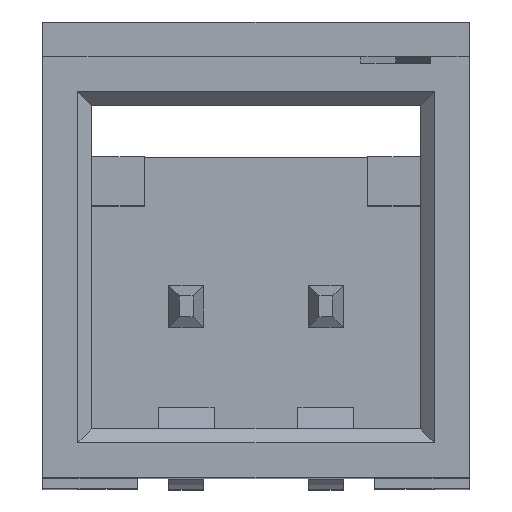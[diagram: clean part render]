
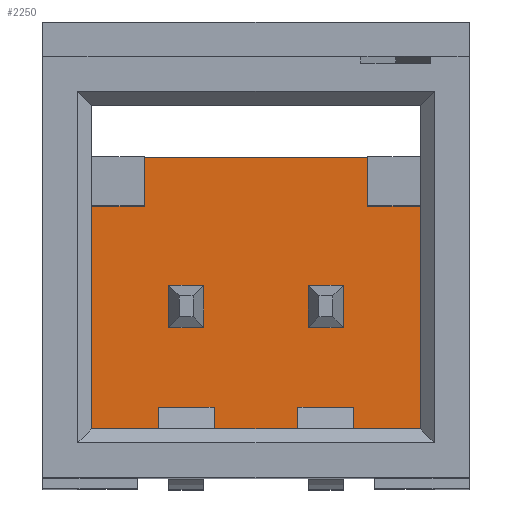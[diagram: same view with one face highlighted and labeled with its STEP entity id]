
A CAD part, top view. The second image highlights one B-rep face of the part: STEP entity #2250.
In plain terms, the highlighted planar face has unit normal (0, 0, 1).
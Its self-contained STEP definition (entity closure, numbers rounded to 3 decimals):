
#351=DIRECTION('',(1.,0.,0.));
#352=VECTOR('',#351,3.2);
#353=CARTESIAN_POINT('',(-1.6,2.235,-7.95));
#354=LINE('',#353,#352);
#501=DIRECTION('',(0.,1.,0.));
#502=VECTOR('',#501,0.6);
#503=CARTESIAN_POINT('',(0.75,-0.205,-7.95));
#504=LINE('',#503,#502);
#505=DIRECTION('',(1.,0.,0.));
#506=VECTOR('',#505,0.5);
#507=CARTESIAN_POINT('',(0.75,-0.205,-7.95));
#508=LINE('',#507,#506);
#509=DIRECTION('',(0.,1.,0.));
#510=VECTOR('',#509,0.6);
#511=CARTESIAN_POINT('',(1.25,-0.205,-7.95));
#512=LINE('',#511,#510);
#513=DIRECTION('',(1.,0.,0.));
#514=VECTOR('',#513,0.5);
#515=CARTESIAN_POINT('',(0.75,0.395,-7.95));
#516=LINE('',#515,#514);
#517=DIRECTION('',(0.,1.,0.));
#518=VECTOR('',#517,0.32);
#519=CARTESIAN_POINT('',(-1.4,-1.665,-7.95));
#520=LINE('',#519,#518);
#521=DIRECTION('',(1.,0.,0.));
#522=VECTOR('',#521,0.95);
#523=CARTESIAN_POINT('',(-2.35,-1.665,-7.95));
#524=LINE('',#523,#522);
#525=DIRECTION('',(0.,-1.,0.));
#526=VECTOR('',#525,3.2);
#527=CARTESIAN_POINT('',(-2.35,1.535,-7.95));
#528=LINE('',#527,#526);
#529=DIRECTION('',(-1.,0.,0.));
#530=VECTOR('',#529,0.75);
#531=CARTESIAN_POINT('',(-1.6,1.535,-7.95));
#532=LINE('',#531,#530);
#533=DIRECTION('',(0.,1.,0.));
#534=VECTOR('',#533,0.7);
#535=CARTESIAN_POINT('',(-1.6,1.535,-7.95));
#536=LINE('',#535,#534);
#537=DIRECTION('',(-1.,0.,0.));
#538=VECTOR('',#537,0.75);
#539=CARTESIAN_POINT('',(2.35,1.535,-7.95));
#540=LINE('',#539,#538);
#541=DIRECTION('',(0.,1.,0.));
#542=VECTOR('',#541,3.2);
#543=CARTESIAN_POINT('',(2.35,-1.665,-7.95));
#544=LINE('',#543,#542);
#545=DIRECTION('',(1.,0.,0.));
#546=VECTOR('',#545,0.95);
#547=CARTESIAN_POINT('',(1.4,-1.665,-7.95));
#548=LINE('',#547,#546);
#549=DIRECTION('',(0.,1.,0.));
#550=VECTOR('',#549,0.32);
#551=CARTESIAN_POINT('',(1.4,-1.665,-7.95));
#552=LINE('',#551,#550);
#553=DIRECTION('',(1.,0.,0.));
#554=VECTOR('',#553,0.8);
#555=CARTESIAN_POINT('',(0.6,-1.345,-7.95));
#556=LINE('',#555,#554);
#557=DIRECTION('',(0.,1.,0.));
#558=VECTOR('',#557,0.32);
#559=CARTESIAN_POINT('',(0.6,-1.665,-7.95));
#560=LINE('',#559,#558);
#561=DIRECTION('',(1.,0.,0.));
#562=VECTOR('',#561,1.2);
#563=CARTESIAN_POINT('',(-0.6,-1.665,-7.95));
#564=LINE('',#563,#562);
#565=DIRECTION('',(0.,1.,0.));
#566=VECTOR('',#565,0.32);
#567=CARTESIAN_POINT('',(-0.6,-1.665,-7.95));
#568=LINE('',#567,#566);
#569=DIRECTION('',(1.,0.,0.));
#570=VECTOR('',#569,0.8);
#571=CARTESIAN_POINT('',(-1.4,-1.345,-7.95));
#572=LINE('',#571,#570);
#573=DIRECTION('',(0.,1.,0.));
#574=VECTOR('',#573,0.6);
#575=CARTESIAN_POINT('',(-1.25,-0.205,-7.95));
#576=LINE('',#575,#574);
#577=DIRECTION('',(1.,0.,0.));
#578=VECTOR('',#577,0.5);
#579=CARTESIAN_POINT('',(-1.25,-0.205,-7.95));
#580=LINE('',#579,#578);
#581=DIRECTION('',(0.,1.,0.));
#582=VECTOR('',#581,0.6);
#583=CARTESIAN_POINT('',(-0.75,-0.205,-7.95));
#584=LINE('',#583,#582);
#585=DIRECTION('',(1.,0.,0.));
#586=VECTOR('',#585,0.5);
#587=CARTESIAN_POINT('',(-1.25,0.395,-7.95));
#588=LINE('',#587,#586);
#869=DIRECTION('',(0.,1.,0.));
#870=VECTOR('',#869,0.7);
#871=CARTESIAN_POINT('',(1.6,1.535,-7.95));
#872=LINE('',#871,#870);
#1221=CARTESIAN_POINT('',(2.35,-1.665,-7.95));
#1222=CARTESIAN_POINT('',(2.35,1.535,-7.95));
#1223=VERTEX_POINT('',#1221);
#1224=VERTEX_POINT('',#1222);
#1225=CARTESIAN_POINT('',(-2.35,1.535,-7.95));
#1226=CARTESIAN_POINT('',(-2.35,-1.665,-7.95));
#1227=VERTEX_POINT('',#1225);
#1228=VERTEX_POINT('',#1226);
#1230=CARTESIAN_POINT('',(-1.6,2.235,-7.95));
#1232=VERTEX_POINT('',#1230);
#1233=CARTESIAN_POINT('',(1.6,2.235,-7.95));
#1234=VERTEX_POINT('',#1233);
#1241=CARTESIAN_POINT('',(-1.6,1.535,-7.95));
#1242=VERTEX_POINT('',#1241);
#1243=CARTESIAN_POINT('',(1.6,1.535,-7.95));
#1245=VERTEX_POINT('',#1243);
#1273=CARTESIAN_POINT('',(0.6,-1.665,-7.95));
#1274=CARTESIAN_POINT('',(0.6,-1.345,-7.95));
#1275=VERTEX_POINT('',#1273);
#1276=VERTEX_POINT('',#1274);
#1277=CARTESIAN_POINT('',(1.4,-1.665,-7.95));
#1278=CARTESIAN_POINT('',(1.4,-1.345,-7.95));
#1279=VERTEX_POINT('',#1277);
#1280=VERTEX_POINT('',#1278);
#1441=CARTESIAN_POINT('',(0.75,-0.205,-7.95));
#1442=CARTESIAN_POINT('',(0.75,0.395,-7.95));
#1443=VERTEX_POINT('',#1441);
#1444=VERTEX_POINT('',#1442);
#1445=CARTESIAN_POINT('',(1.25,-0.205,-7.95));
#1446=CARTESIAN_POINT('',(1.25,0.395,-7.95));
#1447=VERTEX_POINT('',#1445);
#1448=VERTEX_POINT('',#1446);
#1511=CARTESIAN_POINT('',(-1.4,-1.345,-7.95));
#1512=VERTEX_POINT('',#1511);
#1515=CARTESIAN_POINT('',(-0.6,-1.345,-7.95));
#1516=VERTEX_POINT('',#1515);
#1589=CARTESIAN_POINT('',(-1.4,-1.665,-7.95));
#1590=VERTEX_POINT('',#1589);
#1591=CARTESIAN_POINT('',(-0.6,-1.665,-7.95));
#1592=VERTEX_POINT('',#1591);
#1593=CARTESIAN_POINT('',(-1.25,-0.205,-7.95));
#1594=CARTESIAN_POINT('',(-1.25,0.395,-7.95));
#1595=VERTEX_POINT('',#1593);
#1596=VERTEX_POINT('',#1594);
#1597=CARTESIAN_POINT('',(-0.75,-0.205,-7.95));
#1598=CARTESIAN_POINT('',(-0.75,0.395,-7.95));
#1599=VERTEX_POINT('',#1597);
#1600=VERTEX_POINT('',#1598);
#2197=CARTESIAN_POINT('',(0.,0.,-7.95));
#2198=DIRECTION('',(0.,0.,1.));
#2199=DIRECTION('',(1.,0.,0.));
#2200=AXIS2_PLACEMENT_3D('',#2197,#2198,#2199);
#2201=PLANE('',#2200);
#2203=ORIENTED_EDGE('',*,*,#2202,.F.);
#2204=ORIENTED_EDGE('',*,*,#2090,.F.);
#2205=ORIENTED_EDGE('',*,*,#2077,.F.);
#2207=ORIENTED_EDGE('',*,*,#2206,.F.);
#2209=ORIENTED_EDGE('',*,*,#2208,.T.);
#2210=ORIENTED_EDGE('',*,*,#1985,.T.);
#2212=ORIENTED_EDGE('',*,*,#2211,.F.);
#2214=ORIENTED_EDGE('',*,*,#2213,.F.);
#2215=ORIENTED_EDGE('',*,*,#2179,.F.);
#2216=ORIENTED_EDGE('',*,*,#2106,.F.);
#2218=ORIENTED_EDGE('',*,*,#2217,.T.);
#2220=ORIENTED_EDGE('',*,*,#2219,.F.);
#2222=ORIENTED_EDGE('',*,*,#2221,.F.);
#2223=ORIENTED_EDGE('',*,*,#2098,.F.);
#2225=ORIENTED_EDGE('',*,*,#2224,.T.);
#2227=ORIENTED_EDGE('',*,*,#2226,.F.);
#2228=EDGE_LOOP('',(#2203,#2204,#2205,#2207,#2209,#2210,#2212,#2214,#2215,#2216,
#2218,#2220,#2222,#2223,#2225,#2227));
#2229=FACE_OUTER_BOUND('',#2228,.F.);
#2231=ORIENTED_EDGE('',*,*,#2230,.F.);
#2233=ORIENTED_EDGE('',*,*,#2232,.T.);
#2235=ORIENTED_EDGE('',*,*,#2234,.T.);
#2237=ORIENTED_EDGE('',*,*,#2236,.F.);
#2238=EDGE_LOOP('',(#2231,#2233,#2235,#2237));
#2239=FACE_BOUND('',#2238,.F.);
#2241=ORIENTED_EDGE('',*,*,#2240,.F.);
#2243=ORIENTED_EDGE('',*,*,#2242,.T.);
#2245=ORIENTED_EDGE('',*,*,#2244,.T.);
#2247=ORIENTED_EDGE('',*,*,#2246,.F.);
#2248=EDGE_LOOP('',(#2241,#2243,#2245,#2247));
#2249=FACE_BOUND('',#2248,.F.);
#2250=ADVANCED_FACE('',(#2229,#2239,#2249),#2201,.T.);
#1985=EDGE_CURVE('',#1232,#1234,#354,.T.);
#2077=EDGE_CURVE('',#1227,#1228,#528,.T.);
#2090=EDGE_CURVE('',#1228,#1590,#524,.T.);
#2098=EDGE_CURVE('',#1592,#1275,#564,.T.);
#2106=EDGE_CURVE('',#1279,#1223,#548,.T.);
#2179=EDGE_CURVE('',#1223,#1224,#544,.T.);
#2202=EDGE_CURVE('',#1590,#1512,#520,.T.);
#2206=EDGE_CURVE('',#1242,#1227,#532,.T.);
#2208=EDGE_CURVE('',#1242,#1232,#536,.T.);
#2211=EDGE_CURVE('',#1245,#1234,#872,.T.);
#2213=EDGE_CURVE('',#1224,#1245,#540,.T.);
#2217=EDGE_CURVE('',#1279,#1280,#552,.T.);
#2219=EDGE_CURVE('',#1276,#1280,#556,.T.);
#2221=EDGE_CURVE('',#1275,#1276,#560,.T.);
#2224=EDGE_CURVE('',#1592,#1516,#568,.T.);
#2226=EDGE_CURVE('',#1512,#1516,#572,.T.);
#2230=EDGE_CURVE('',#1443,#1444,#504,.T.);
#2232=EDGE_CURVE('',#1443,#1447,#508,.T.);
#2234=EDGE_CURVE('',#1447,#1448,#512,.T.);
#2236=EDGE_CURVE('',#1444,#1448,#516,.T.);
#2240=EDGE_CURVE('',#1595,#1596,#576,.T.);
#2242=EDGE_CURVE('',#1595,#1599,#580,.T.);
#2244=EDGE_CURVE('',#1599,#1600,#584,.T.);
#2246=EDGE_CURVE('',#1596,#1600,#588,.T.);
